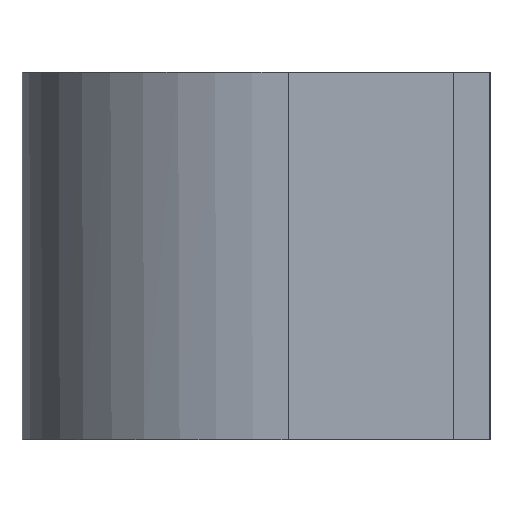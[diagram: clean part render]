
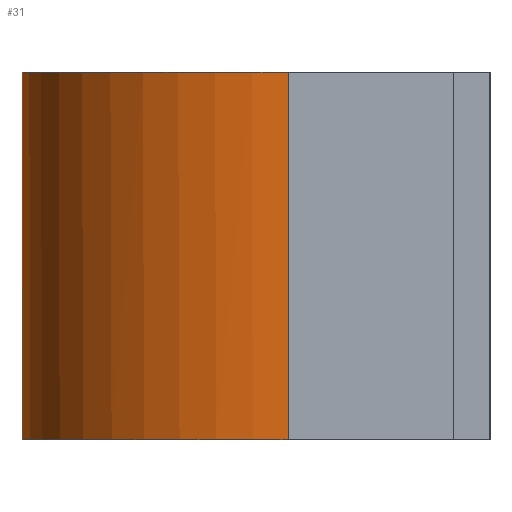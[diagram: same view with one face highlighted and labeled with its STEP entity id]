
A CAD part, left-side view. The second image highlights one B-rep face of the part: STEP entity #31.
In plain terms, the highlighted free-form (B-spline) face has degree [2, 1] with [9, 2] control points.
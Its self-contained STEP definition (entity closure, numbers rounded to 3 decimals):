
#31=ADVANCED_FACE('',(#49),#301,.T.);
#49=FACE_OUTER_BOUND('',#69,.T.);
#69=EDGE_LOOP('',(#153,#154,#155,#156));
#153=ORIENTED_EDGE('',*,*,#207,.T.);
#154=ORIENTED_EDGE('',*,*,#173,.T.);
#155=ORIENTED_EDGE('',*,*,#208,.T.);
#156=ORIENTED_EDGE('',*,*,#189,.F.);
#173=EDGE_CURVE('',#279,#280,#233,.T.);
#189=EDGE_CURVE('',#293,#294,#249,.T.);
#207=EDGE_CURVE('',#293,#279,#225,.T.);
#208=EDGE_CURVE('',#280,#294,#226,.T.);
#225=(
BOUNDED_CURVE()
B_SPLINE_CURVE(2,(#610,#611,#612,#613,#614),.UNSPECIFIED.,.F.,.F.)
B_SPLINE_CURVE_WITH_KNOTS((3,2,3),(0.,22.27,44.541),
 .UNSPECIFIED.)
CURVE()
GEOMETRIC_REPRESENTATION_ITEM()
RATIONAL_B_SPLINE_CURVE((1.,0.719,1.,0.719,1.))
REPRESENTATION_ITEM('')
);
#226=(
BOUNDED_CURVE()
B_SPLINE_CURVE(2,(#615,#616,#617,#618,#619),.UNSPECIFIED.,.F.,.F.)
B_SPLINE_CURVE_WITH_KNOTS((3,2,3),(-44.541,-22.27,
0.),.UNSPECIFIED.)
CURVE()
GEOMETRIC_REPRESENTATION_ITEM()
RATIONAL_B_SPLINE_CURVE((1.,0.719,1.,0.719,1.))
REPRESENTATION_ITEM('')
);
#233=B_SPLINE_CURVE_WITH_KNOTS('',1,(#532,#533),.UNSPECIFIED.,.F.,.F.,(2,
2),(0.,20.),.UNSPECIFIED.);
#249=B_SPLINE_CURVE_WITH_KNOTS('',1,(#566,#567),.UNSPECIFIED.,.F.,.F.,(2,
2),(0.,20.),.UNSPECIFIED.);
#279=VERTEX_POINT('',#504);
#280=VERTEX_POINT('',#505);
#293=VERTEX_POINT('',#518);
#294=VERTEX_POINT('',#519);
#301=(
BOUNDED_SURFACE()
B_SPLINE_SURFACE(2,1,((#452,#453),(#454,#455),(#456,#457),(#458,#459),(#460,
#461),(#462,#463),(#464,#465),(#466,#467),(#468,#469)),.UNSPECIFIED.,.T.,
 .F.,.F.)
B_SPLINE_SURFACE_WITH_KNOTS((3,2,2,2,3),(2,2),(0.,1.571,3.142,
4.712,6.283),(0.,24.002),.UNSPECIFIED.)
GEOMETRIC_REPRESENTATION_ITEM()
RATIONAL_B_SPLINE_SURFACE(((1.,1.),(0.707,0.707),
(1.,1.),(0.707,0.707),(1.,1.),(0.707,
0.707),(1.,1.),(0.707,0.707),(1.,1.)))
REPRESENTATION_ITEM('')
SURFACE()
);
#452=CARTESIAN_POINT('',(14.5,-1.5,-2.001));
#453=CARTESIAN_POINT('',(14.5,-1.5,22.001));
#454=CARTESIAN_POINT('',(14.5,13.,-2.001));
#455=CARTESIAN_POINT('',(14.5,13.,22.001));
#456=CARTESIAN_POINT('',(0.,13.,-2.001));
#457=CARTESIAN_POINT('',(0.,13.,22.001));
#458=CARTESIAN_POINT('',(-14.5,13.,-2.001));
#459=CARTESIAN_POINT('',(-14.5,13.,22.001));
#460=CARTESIAN_POINT('',(-14.5,-1.5,-2.001));
#461=CARTESIAN_POINT('',(-14.5,-1.5,22.001));
#462=CARTESIAN_POINT('',(-14.5,-16.,-2.001));
#463=CARTESIAN_POINT('',(-14.5,-16.,22.001));
#464=CARTESIAN_POINT('',(0.,-16.,-2.001));
#465=CARTESIAN_POINT('',(0.,-16.,22.001));
#466=CARTESIAN_POINT('',(14.5,-16.,-2.001));
#467=CARTESIAN_POINT('',(14.5,-16.,22.001));
#468=CARTESIAN_POINT('',(14.5,-1.5,-2.001));
#469=CARTESIAN_POINT('',(14.5,-1.5,22.001));
#504=CARTESIAN_POINT('',(-14.5,-1.5,0.));
#505=CARTESIAN_POINT('',(-14.5,-1.5,20.));
#518=CARTESIAN_POINT('',(14.465,-0.489,0.));
#519=CARTESIAN_POINT('',(14.465,-0.489,20.));
#532=CARTESIAN_POINT('',(-14.5,-1.5,0.));
#533=CARTESIAN_POINT('',(-14.5,-1.5,20.));
#566=CARTESIAN_POINT('',(14.465,-0.489,0.));
#567=CARTESIAN_POINT('',(14.465,-0.489,20.));
#610=CARTESIAN_POINT('',(14.465,-0.489,0.));
#611=CARTESIAN_POINT('',(13.488,13.48,0.));
#612=CARTESIAN_POINT('',(-0.506,12.991,0.));
#613=CARTESIAN_POINT('',(-14.5,12.502,0.));
#614=CARTESIAN_POINT('',(-14.5,-1.5,0.));
#615=CARTESIAN_POINT('',(-14.5,-1.5,20.));
#616=CARTESIAN_POINT('',(-14.5,12.502,20.));
#617=CARTESIAN_POINT('',(-0.506,12.991,20.));
#618=CARTESIAN_POINT('',(13.488,13.48,20.));
#619=CARTESIAN_POINT('',(14.465,-0.489,20.));
